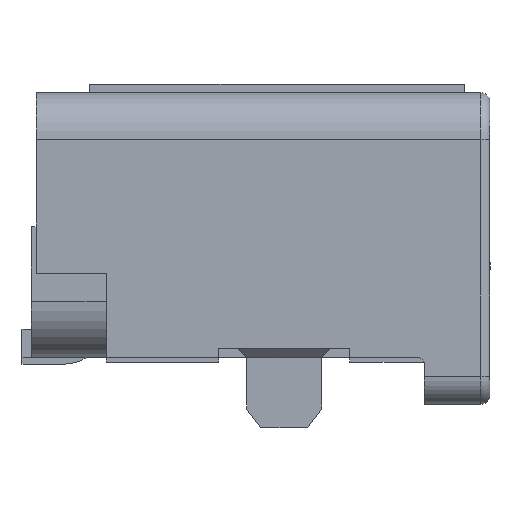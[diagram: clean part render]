
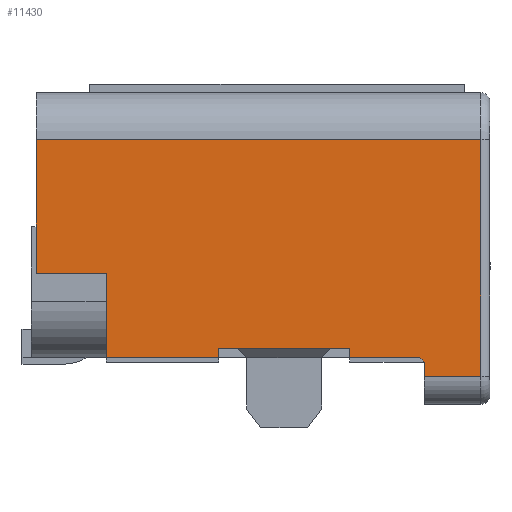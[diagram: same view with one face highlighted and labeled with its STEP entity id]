
A CAD part, left-side view. The second image highlights one B-rep face of the part: STEP entity #11430.
In plain terms, the highlighted planar face has unit normal (-1, 0, 0).
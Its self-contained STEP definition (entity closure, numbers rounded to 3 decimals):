
#9960=CARTESIAN_POINT('',(-4.1,1.6,0.));
#9970=VERTEX_POINT('',#9960);
#10000=CARTESIAN_POINT('',(-4.1,-28.23,0.));
#10010=DIRECTION('',(0.,1.,0.));
#10020=VECTOR('',#10010,1.);
#10030=LINE('',#10000,#10020);
#10040=CARTESIAN_POINT('',(-4.1,0.4,0.));
#10050=VERTEX_POINT('',#10040);
#10060=EDGE_CURVE('',#10050,#9970,#10030,.T.);
#10220=CARTESIAN_POINT('',(-4.1,0.4,
0.25));
#10230=DIRECTION('',(0.,0.,-1.));
#10240=VECTOR('',#10230,1.);
#10250=LINE('',#10220,#10240);
#10260=CARTESIAN_POINT('',(-4.1,0.4,0.1));
#10270=VERTEX_POINT('',#10260);
#10280=EDGE_CURVE('',#10270,#10050,#10250,.T.);
#10480=CARTESIAN_POINT('',(-4.1,2.472,-0.266))
;
#10490=DIRECTION('',(-1.,0.,0.));
#10500=DIRECTION('',(0.,-1.,0.));
#10510=AXIS2_PLACEMENT_3D('',#10480,#10490,#10500);
#10520=PLANE('',#10510);
#10530=CARTESIAN_POINT('',(-4.1,-2.4,2.33));
#10540=DIRECTION('',(0.,0.,-1.));
#10550=VECTOR('',#10540,1.);
#10560=LINE('',#10530,#10550);
#10570=CARTESIAN_POINT('',(-4.1,-2.4,
2.33));
#10580=VERTEX_POINT('',#10570);
#10590=CARTESIAN_POINT('',(-4.1,-2.4,-0.2));
#10600=VERTEX_POINT('',#10590);
#10610=EDGE_CURVE('',#10580,#10600,#10560,.T.);
#10620=ORIENTED_EDGE('',*,*,#10610,.F.);
#10630=CARTESIAN_POINT('',(-4.1,-2.4,-0.2));
#10640=DIRECTION('',(0.,1.,0.));
#10650=VECTOR('',#10640,1.);
#10660=LINE('',#10630,#10650);
#10670=CARTESIAN_POINT('',(-4.1,-1.8,-0.2));
#10680=VERTEX_POINT('',#10670);
#10690=EDGE_CURVE('',#10600,#10680,#10660,.T.);
#10700=ORIENTED_EDGE('',*,*,#10690,.F.);
#10710=CARTESIAN_POINT('',(-4.1,-1.8,0.25));
#10720=DIRECTION('',(0.,0.,-1.));
#10730=VECTOR('',#10720,1.);
#10740=LINE('',#10710,#10730);
#10750=CARTESIAN_POINT('',(-4.1,-1.8,-0.05));
#10760=VERTEX_POINT('',#10750);
#10770=EDGE_CURVE('',#10760,#10680,#10740,.T.);
#10780=ORIENTED_EDGE('',*,*,#10770,.T.);
#10790=CARTESIAN_POINT('',(-4.1,-28.23,
-26.48));
#10800=DIRECTION('',(0.,-0.707,-0.707));
#10810=VECTOR('',#10800,1.);
#10820=LINE('',#10790,#10810);
#10830=CARTESIAN_POINT('',(-4.1,-1.75,0.));
#10840=VERTEX_POINT('',#10830);
#10850=EDGE_CURVE('',#10840,#10760,#10820,.T.);
#10860=ORIENTED_EDGE('',*,*,#10850,.T.);
#10870=CARTESIAN_POINT('',(-4.1,-28.23,0.));
#10880=DIRECTION('',(0.,1.,0.));
#10890=VECTOR('',#10880,1.);
#10900=LINE('',#10870,#10890);
#10910=CARTESIAN_POINT('',(-4.1,-1.,0.));
#10920=VERTEX_POINT('',#10910);
#10930=EDGE_CURVE('',#10840,#10920,#10900,.T.);
#10940=ORIENTED_EDGE('',*,*,#10930,.F.);
#10950=CARTESIAN_POINT('',(-4.1,-1.,0.25));
#10960=DIRECTION('',(0.,0.,1.));
#10970=VECTOR('',#10960,1.);
#10980=LINE('',#10950,#10970);
#10990=CARTESIAN_POINT('',(-4.1,-1.,0.1));
#11000=VERTEX_POINT('',#10990);
#11010=EDGE_CURVE('',#10920,#11000,#10980,.T.);
#11020=ORIENTED_EDGE('',*,*,#11010,.F.);
#11030=CARTESIAN_POINT('',(-4.1,-28.23,0.1));
#11040=DIRECTION('',(0.,-1.,0.));
#11050=VECTOR('',#11040,1.);
#11060=LINE('',#11030,#11050);
#11070=EDGE_CURVE('',#10270,#11000,#11060,.T.);
#11080=ORIENTED_EDGE('',*,*,#11070,.T.);
#11090=ORIENTED_EDGE('',*,*,#10280,.F.);
#11100=ORIENTED_EDGE('',*,*,#10060,.F.);
#11110=CARTESIAN_POINT('',(-4.1,1.6,0.25));
#11120=DIRECTION('',(0.,0.,-1.));
#11130=VECTOR('',#11120,1.);
#11140=LINE('',#11110,#11130);
#11150=CARTESIAN_POINT('',(-4.1,1.6,0.9));
#11160=VERTEX_POINT('',#11150);
#11170=EDGE_CURVE('',#11160,#9970,#11140,.T.);
#11180=ORIENTED_EDGE('',*,*,#11170,.T.);
#11190=CARTESIAN_POINT('',(-4.1,-28.23,0.9));
#11200=DIRECTION('',(0.,1.,0.));
#11210=VECTOR('',#11200,1.);
#11220=LINE('',#11190,#11210);
#11230=CARTESIAN_POINT('',(-4.1,2.35,0.9));
#11240=VERTEX_POINT('',#11230);
#11250=EDGE_CURVE('',#11160,#11240,#11220,.T.);
#11260=ORIENTED_EDGE('',*,*,#11250,.F.);
#11270=CARTESIAN_POINT('',(-4.1,2.35,0.25));
#11280=DIRECTION('',(0.,0.,1.));
#11290=VECTOR('',#11280,1.);
#11300=LINE('',#11270,#11290);
#11310=CARTESIAN_POINT('',(-4.1,2.35,2.33));
#11320=VERTEX_POINT('',#11310);
#11330=EDGE_CURVE('',#11240,#11320,#11300,.T.);
#11340=ORIENTED_EDGE('',*,*,#11330,.F.);
#11350=CARTESIAN_POINT('',(-4.1,2.35,2.33));
#11360=DIRECTION('',(0.,-1.,0.));
#11370=VECTOR('',#11360,1.);
#11380=LINE('',#11350,#11370);
#11390=EDGE_CURVE('',#11320,#10580,#11380,.T.);
#11400=ORIENTED_EDGE('',*,*,#11390,.F.);
#11410=EDGE_LOOP('',(#11400,#11340,#11260,#11180,#11100,#11090,#11080,
#11020,#10940,#10860,#10780,#10700,#10620));
#11420=FACE_OUTER_BOUND('',#11410,.T.);
#11430=ADVANCED_FACE('',(#11420),#10520,.T.);
